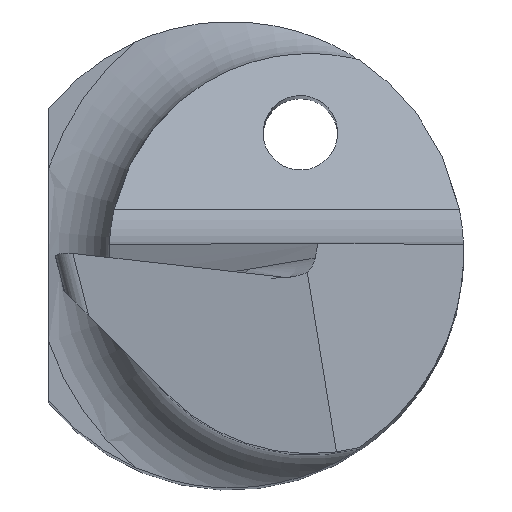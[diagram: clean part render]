
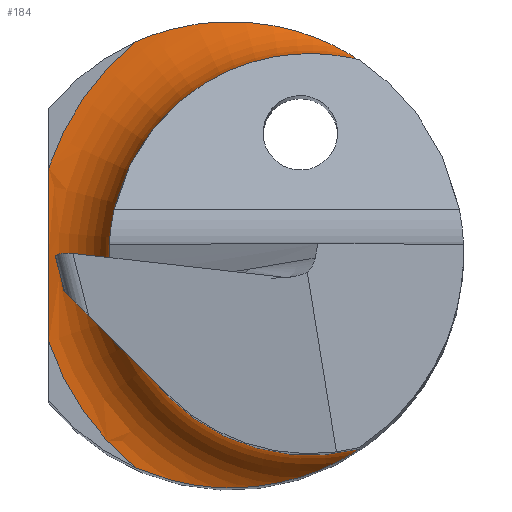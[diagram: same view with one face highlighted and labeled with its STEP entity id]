
A CAD part, top view. The second image highlights one B-rep face of the part: STEP entity #184.
In plain terms, the highlighted toroidal (fillet/blend) face has major radius 2.95 mm and minor radius 0.8 mm.
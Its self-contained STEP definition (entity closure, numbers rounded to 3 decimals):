
#5 = CARTESIAN_POINT ( 'NONE',  ( -1.95, -0.31, 14.764 ) ) ;
#6 = DIRECTION ( 'NONE',  ( 0., 0., -1. ) ) ;
#13 = CARTESIAN_POINT ( 'NONE',  ( -1.95, 0.619, 14.75 ) ) ;
#36 = DIRECTION ( 'NONE',  ( 0., 0., 1. ) ) ;
#64 = CARTESIAN_POINT ( 'NONE',  ( -1.95, -0.929, 14.75 ) ) ;
#75 = CARTESIAN_POINT ( 'NONE',  ( 0.106, -2.5, 14.827 ) ) ;
#111 = ORIENTED_EDGE ( 'NONE', *, *, #553, .T. ) ;
#119 = CARTESIAN_POINT ( 'NONE',  ( 0.85, 0., 14.75 ) ) ;
#120 = CARTESIAN_POINT ( 'NONE',  ( 0.874, 2.344, 15.026 ) ) ;
#121 = CARTESIAN_POINT ( 'NONE',  ( 1.312, -2.128, 15.335 ) ) ;
#125 = CARTESIAN_POINT ( 'NONE',  ( 1.365, 2.095, 15.434 ) ) ;
#132 = CARTESIAN_POINT ( 'NONE',  ( 1.382, -2.083, 15.55 ) ) ;
#149 = EDGE_CURVE ( 'NONE', #165, #318, #182, .T. ) ;
#165 = VERTEX_POINT ( 'NONE', #338 ) ;
#178 = FACE_OUTER_BOUND ( 'NONE', #364, .T. ) ;
#182 = B_SPLINE_CURVE_WITH_KNOTS ( 'NONE', 3,
 ( #424, #209, #394, #283, #715, #75, #415, #663, #541, #328, #522, #460, #588, #710, #121, #257, #801, #132 ),
 .UNSPECIFIED., .F., .F.,
 ( 4, 2, 2, 2, 2, 2, 2, 2, 4 ),
 ( 0., 0.001, 0.001, 0.001, 0.002, 0.002, 0.002, 0.003, 0.003 ),
 .UNSPECIFIED. ) ;
#184 = ADVANCED_FACE ( 'NONE', ( #178 ), #733, .F. ) ;
#194 = VERTEX_POINT ( 'NONE', #64 ) ;
#195 = CIRCLE ( 'NONE', #724, 2.15 ) ;
#209 = CARTESIAN_POINT ( 'NONE',  ( -0.804, -2.379, 14.75 ) ) ;
#212 = EDGE_CURVE ( 'NONE', #755, #194, #838, .T. ) ;
#223 = CARTESIAN_POINT ( 'NONE',  ( -0.805, 2.378, 14.75 ) ) ;
#236 = CARTESIAN_POINT ( 'NONE',  ( 0.111, 2.508, 14.823 ) ) ;
#251 = CARTESIAN_POINT ( 'NONE',  ( 1.382, 2.083, 15.55 ) ) ;
#252 = DIRECTION ( 'NONE',  ( 1., 0., 0. ) ) ;
#257 = CARTESIAN_POINT ( 'NONE',  ( 1.365, -2.095, 15.434 ) ) ;
#276 = DIRECTION ( 'NONE',  ( 0., 0., -1. ) ) ;
#277 = DIRECTION ( 'NONE',  ( 1., 0., 0. ) ) ;
#283 = CARTESIAN_POINT ( 'NONE',  ( -0.24, -2.491, 14.784 ) ) ;
#303 = DIRECTION ( 'NONE',  ( 1., 0., 0. ) ) ;
#313 = CARTESIAN_POINT ( 'NONE',  ( 0.447, 2.462, 14.892 ) ) ;
#318 = VERTEX_POINT ( 'NONE', #800 ) ;
#328 = CARTESIAN_POINT ( 'NONE',  ( 0.769, -2.381, 14.986 ) ) ;
#333 = CARTESIAN_POINT ( 'NONE',  ( -1.95, 0.929, 14.75 ) ) ;
#335 = ORIENTED_EDGE ( 'NONE', *, *, #149, .T. ) ;
#338 = CARTESIAN_POINT ( 'NONE',  ( -1.018, -2.284, 14.75 ) ) ;
#358 = AXIS2_PLACEMENT_3D ( 'NONE', #619, #36, #303 ) ;
#364 = EDGE_LOOP ( 'NONE', ( #376, #558, #433, #111, #335, #835 ) ) ;
#367 = AXIS2_PLACEMENT_3D ( 'NONE', #725, #276, #252 ) ;
#376 = ORIENTED_EDGE ( 'NONE', *, *, #814, .T. ) ;
#380 = CARTESIAN_POINT ( 'NONE',  ( 1.312, 2.128, 15.336 ) ) ;
#391 = DIRECTION ( 'NONE',  ( 0., 0., 1. ) ) ;
#394 = CARTESIAN_POINT ( 'NONE',  ( -0.583, -2.442, 14.757 ) ) ;
#402 = CARTESIAN_POINT ( 'NONE',  ( -1.95, -0.619, 14.75 ) ) ;
#415 = CARTESIAN_POINT ( 'NONE',  ( 0.219, -2.493, 14.845 ) ) ;
#422 = CIRCLE ( 'NONE', #358, 2.95 ) ;
#424 = CARTESIAN_POINT ( 'NONE',  ( -1.018, -2.284, 14.75 ) ) ;
#433 = ORIENTED_EDGE ( 'NONE', *, *, #212, .T. ) ;
#454 = CARTESIAN_POINT ( 'NONE',  ( -0.123, 2.508, 14.793 ) ) ;
#460 = CARTESIAN_POINT ( 'NONE',  ( 1.068, -2.263, 15.122 ) ) ;
#471 = CARTESIAN_POINT ( 'NONE',  ( -1.95, 0.31, 14.764 ) ) ;
#486 = EDGE_CURVE ( 'NONE', #318, #509, #195, .T. ) ;
#497 = CARTESIAN_POINT ( 'NONE',  ( -1.018, 2.284, 14.75 ) ) ;
#509 = VERTEX_POINT ( 'NONE', #555 ) ;
#521 = CARTESIAN_POINT ( 'NONE',  ( -1.018, 2.284, 14.75 ) ) ;
#522 = CARTESIAN_POINT ( 'NONE',  ( 0.872, -2.345, 15.025 ) ) ;
#541 = CARTESIAN_POINT ( 'NONE',  ( 0.555, -2.44, 14.919 ) ) ;
#553 = EDGE_CURVE ( 'NONE', #194, #165, #422, .T. ) ;
#555 = CARTESIAN_POINT ( 'NONE',  ( 1.382, 2.083, 15.55 ) ) ;
#558 = ORIENTED_EDGE ( 'NONE', *, *, #768, .T. ) ;
#566 = CARTESIAN_POINT ( 'NONE',  ( 1.382, 2.083, 15.491 ) ) ;
#567 = CIRCLE ( 'NONE', #676, 2.95 ) ;
#588 = CARTESIAN_POINT ( 'NONE',  ( 1.161, -2.216, 15.18 ) ) ;
#608 = CARTESIAN_POINT ( 'NONE',  ( 0.85, 0., 15.55 ) ) ;
#619 = CARTESIAN_POINT ( 'NONE',  ( 0.85, 0., 14.75 ) ) ;
#638 = CARTESIAN_POINT ( 'NONE',  ( 0.556, 2.44, 14.92 ) ) ;
#645 = CARTESIAN_POINT ( 'NONE',  ( -1.95, -0.929, 14.75 ) ) ;
#648 = CARTESIAN_POINT ( 'NONE',  ( 1.161, 2.216, 15.18 ) ) ;
#663 = CARTESIAN_POINT ( 'NONE',  ( 0.443, -2.463, 14.891 ) ) ;
#676 = AXIS2_PLACEMENT_3D ( 'NONE', #119, #391, #824 ) ;
#691 = VERTEX_POINT ( 'NONE', #497 ) ;
#694 = CARTESIAN_POINT ( 'NONE',  ( -0.578, 2.443, 14.757 ) ) ;
#701 = CARTESIAN_POINT ( 'NONE',  ( 1.068, 2.263, 15.123 ) ) ;
#706 = CARTESIAN_POINT ( 'NONE',  ( -1.95, 0.929, 14.75 ) ) ;
#710 = CARTESIAN_POINT ( 'NONE',  ( 1.277, -2.15, 15.293 ) ) ;
#715 = CARTESIAN_POINT ( 'NONE',  ( -0.123, -2.5, 14.796 ) ) ;
#724 = AXIS2_PLACEMENT_3D ( 'NONE', #608, #6, #277 ) ;
#725 = CARTESIAN_POINT ( 'NONE',  ( 0.85, 0., 15.55 ) ) ;
#733 = TOROIDAL_SURFACE ( 'NONE', #367, 2.95, 0.8 ) ;
#737 = B_SPLINE_CURVE_WITH_KNOTS ( 'NONE', 3,
 ( #251, #566, #125, #380, #827, #648, #701, #120, #833, #638, #313, #236, #454, #694, #223, #521 ),
 .UNSPECIFIED., .F., .F.,
 ( 4, 2, 2, 2, 2, 2, 2, 4 ),
 ( 0., 0., 0., 0.001, 0.001, 0.001, 0.002, 0.003 ),
 .UNSPECIFIED. ) ;
#755 = VERTEX_POINT ( 'NONE', #706 ) ;
#768 = EDGE_CURVE ( 'NONE', #691, #755, #567, .T. ) ;
#800 = CARTESIAN_POINT ( 'NONE',  ( 1.382, -2.083, 15.55 ) ) ;
#801 = CARTESIAN_POINT ( 'NONE',  ( 1.382, -2.083, 15.491 ) ) ;
#814 = EDGE_CURVE ( 'NONE', #509, #691, #737, .T. ) ;
#824 = DIRECTION ( 'NONE',  ( 1., 0., 0. ) ) ;
#827 = CARTESIAN_POINT ( 'NONE',  ( 1.277, 2.15, 15.293 ) ) ;
#833 = CARTESIAN_POINT ( 'NONE',  ( 0.77, 2.381, 14.986 ) ) ;
#835 = ORIENTED_EDGE ( 'NONE', *, *, #486, .T. ) ;
#838 = B_SPLINE_CURVE_WITH_KNOTS ( 'NONE', 3,
 ( #333, #13, #471, #5, #402, #645 ),
 .UNSPECIFIED., .F., .F.,
 ( 4, 2, 4 ),
 ( 0., 0.001, 0.002 ),
 .UNSPECIFIED. ) ;
